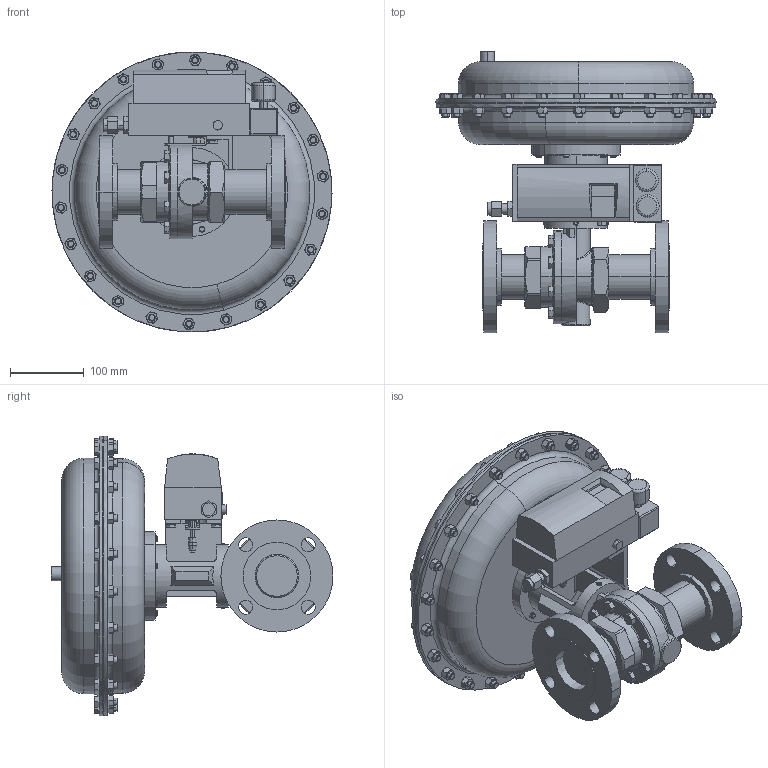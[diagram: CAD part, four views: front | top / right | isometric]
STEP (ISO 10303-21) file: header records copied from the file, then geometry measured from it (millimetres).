
FILE_DESCRIPTION (( 'STEP AP203' ), '1' );
FILE_NAME ('70SP-200-DI+BR-F5-85M-16IQ.STEP', '2017-09-12T11:34:39', ( '' ), ( '' ), 'SwSTEP 2.0', 'SolidWorks 2014', '' );
FILE_SCHEMA (( 'CONFIG_CONTROL_DESIGN' ));
Length unit declared in the file: inch
Products named in the file (1): 70SP-200-DI+BR-F5-85M-16IQ
Bounding box: 380.96 x 383.58 x 380.89 mm (x, y, z)
Volume: 12600250.2 mm3; surface area: 657241.6 mm2
Topology: 3 solids, 3 shells, 1456 faces, 3376 edges, 2048 vertices
Faces by surface type: plane 623, cone 537, cylinder 215, bspline 53, torus 26, sphere 2
Entity records: 57500 total; most frequent: CARTESIAN_POINT 26107, ORIENTED_EDGE 6744, DIRECTION 6054, EDGE_CURVE 3372, AXIS2_PLACEMENT_3D 2407, VERTEX_POINT 2048, EDGE_LOOP 1606, ADVANCED_FACE 1456
